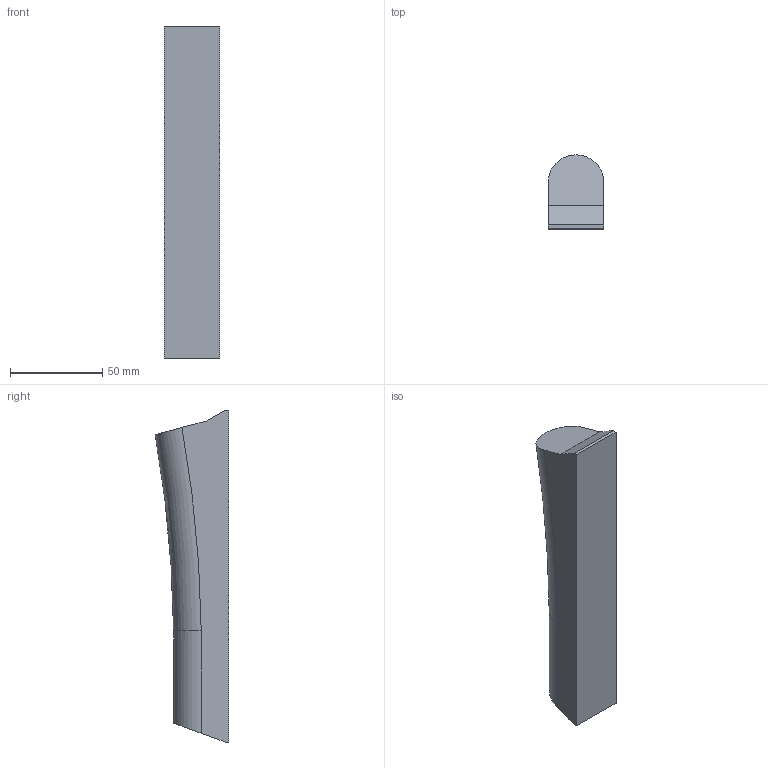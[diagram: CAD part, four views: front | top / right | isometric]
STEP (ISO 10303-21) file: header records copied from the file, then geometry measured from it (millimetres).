
FILE_DESCRIPTION (( 'STEP AP214' ), '1' );
FILE_NAME ('kurve.STEP', '2012-07-16T07:57:26', ( 'philipp-cad' ), ( '' ), 'SwSTEP 2.0', 'SolidWorks 2012', '' );
FILE_SCHEMA (( 'AUTOMOTIVE_DESIGN' ));
Length unit declared in the file: millimetre
Products named in the file (1): kurve
Bounding box: 30 x 40 x 180 mm (x, y, z)
Volume: 148662.8 mm3; surface area: 21075.2 mm2
Topology: 1 solids, 1 shells, 12 faces, 29 edges, 19 vertices
Faces by surface type: plane 8, torus 2, cylinder 2
Entity records: 476 total; most frequent: CARTESIAN_POINT 169, ORIENTED_EDGE 58, DIRECTION 52, EDGE_CURVE 29, LINE 20, VECTOR 20, VERTEX_POINT 19, AXIS2_PLACEMENT_3D 16
